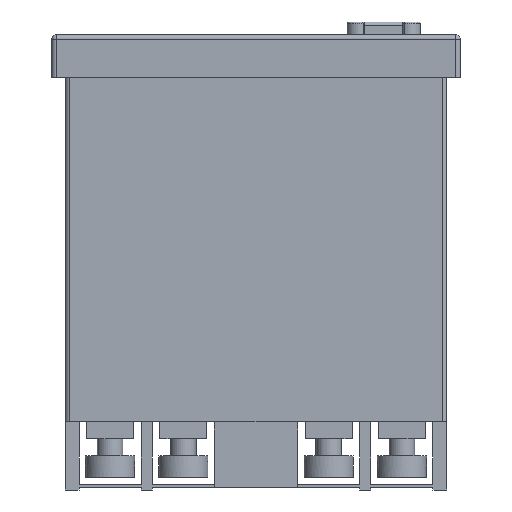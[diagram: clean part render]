
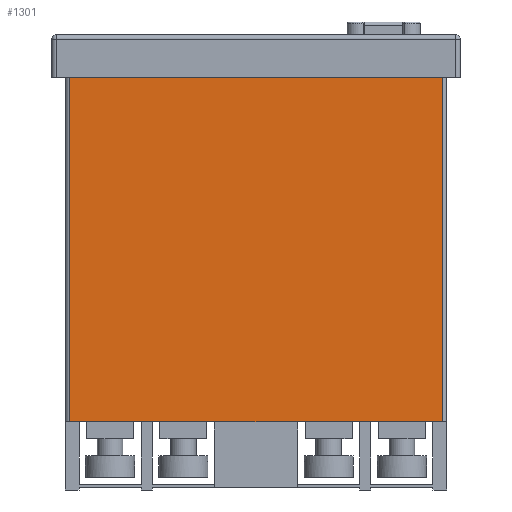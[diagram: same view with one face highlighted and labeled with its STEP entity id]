
A CAD part, front view. The second image highlights one B-rep face of the part: STEP entity #1301.
In plain terms, the highlighted planar face has unit normal (0, -1, 0).
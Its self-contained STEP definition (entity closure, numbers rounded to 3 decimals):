
#41 = CARTESIAN_POINT ( 'NONE',  ( 2.1, 1., -45.5 ) ) ;
#65 = DIRECTION ( 'NONE',  ( 1., 0., 0. ) ) ;
#96 = EDGE_CURVE ( 'NONE', #9622, #6526, #5189, .T. ) ;
#334 = EDGE_CURVE ( 'NONE', #6526, #10497, #8963, .T. ) ;
#438 = CARTESIAN_POINT ( 'NONE',  ( 2.1, 1., -5. ) ) ;
#890 = AXIS2_PLACEMENT_3D ( 'NONE', #9010, #6311, #10800 ) ;
#1301 = ADVANCED_FACE ( 'NONE', ( #3166 ), #10618, .F. ) ;
#1303 = CARTESIAN_POINT ( 'NONE',  ( 45.9, 1., -45.5 ) ) ;
#1475 = CARTESIAN_POINT ( 'NONE',  ( 1.6, 1., -5. ) ) ;
#1745 = CARTESIAN_POINT ( 'NONE',  ( 0., 1., -45.5 ) ) ;
#1983 = ORIENTED_EDGE ( 'NONE', *, *, #96, .T. ) ;
#2236 = VECTOR ( 'NONE', #9379, 1000. ) ;
#3103 = CARTESIAN_POINT ( 'NONE',  ( 2.1, 1., -53.5 ) ) ;
#3166 = FACE_OUTER_BOUND ( 'NONE', #11409, .T. ) ;
#3271 = DIRECTION ( 'NONE',  ( -1., 0., 0. ) ) ;
#3626 = VECTOR ( 'NONE', #65, 1000. ) ;
#4982 = EDGE_CURVE ( 'NONE', #10497, #10345, #11215, .T. ) ;
#5189 = LINE ( 'NONE', #1745, #3626 ) ;
#5672 = ORIENTED_EDGE ( 'NONE', *, *, #6176, .T. ) ;
#6176 = EDGE_CURVE ( 'NONE', #10345, #9622, #9691, .T. ) ;
#6311 = DIRECTION ( 'NONE',  ( 0., 1., 0. ) ) ;
#6526 = VERTEX_POINT ( 'NONE', #1303 ) ;
#7295 = VECTOR ( 'NONE', #3271, 1000. ) ;
#7703 = CARTESIAN_POINT ( 'NONE',  ( 45.9, 1., -53.5 ) ) ;
#7772 = CARTESIAN_POINT ( 'NONE',  ( 45.9, 1., -5. ) ) ;
#8548 = ORIENTED_EDGE ( 'NONE', *, *, #4982, .T. ) ;
#8646 = DIRECTION ( 'NONE',  ( 0., 0., 1. ) ) ;
#8821 = VECTOR ( 'NONE', #8646, 1000. ) ;
#8963 = LINE ( 'NONE', #7703, #8821 ) ;
#9010 = CARTESIAN_POINT ( 'NONE',  ( 1.6, 1., -53.5 ) ) ;
#9379 = DIRECTION ( 'NONE',  ( 0., 0., -1. ) ) ;
#9622 = VERTEX_POINT ( 'NONE', #41 ) ;
#9691 = LINE ( 'NONE', #3103, #2236 ) ;
#10345 = VERTEX_POINT ( 'NONE', #438 ) ;
#10497 = VERTEX_POINT ( 'NONE', #7772 ) ;
#10618 = PLANE ( 'NONE',  #890 ) ;
#10800 = DIRECTION ( 'NONE',  ( -1., 0., 0. ) ) ;
#10844 = ORIENTED_EDGE ( 'NONE', *, *, #334, .T. ) ;
#11215 = LINE ( 'NONE', #1475, #7295 ) ;
#11409 = EDGE_LOOP ( 'NONE', ( #8548, #5672, #1983, #10844 ) ) ;
